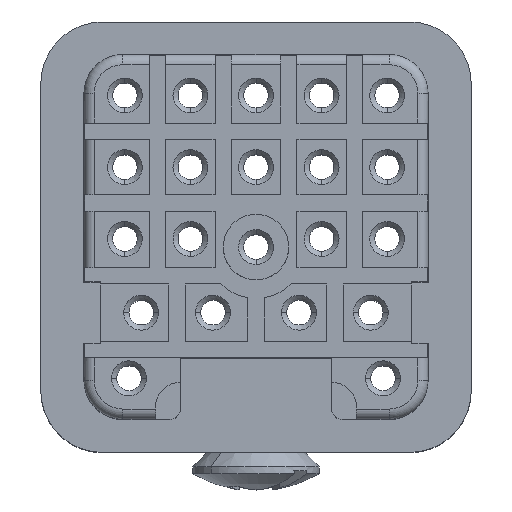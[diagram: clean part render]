
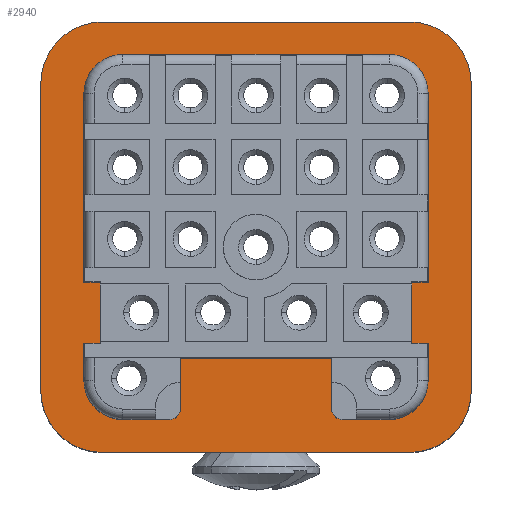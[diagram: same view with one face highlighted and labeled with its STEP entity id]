
A CAD part, top view. The second image highlights one B-rep face of the part: STEP entity #2940.
In plain terms, the highlighted planar face has unit normal (0, 0, 1).
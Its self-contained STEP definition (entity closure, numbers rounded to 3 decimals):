
#200=CARTESIAN_POINT('',(54.784,39.889,19.8));
#210=VERTEX_POINT('',#200);
#240=CARTESIAN_POINT('',(0.,39.889,19.8));
#250=DIRECTION('',(1.,0.,0.));
#260=VECTOR('',#250,1.);
#270=LINE('',#240,#260);
#280=CARTESIAN_POINT('',(41.784,39.889,19.8));
#290=VERTEX_POINT('',#280);
#300=EDGE_CURVE('',#290,#210,#270,.T.);
#480=CARTESIAN_POINT('',(41.974,45.961,19.8));
#490=DIRECTION('',(0.,0.,1.));
#500=DIRECTION('',(1.,0.,0.));
#510=AXIS2_PLACEMENT_3D('',#480,#490,#500);
#520=PLANE('',#510);
#530=CARTESIAN_POINT('',(0.,53.989,19.8));
#540=DIRECTION('',(-1.,0.,0.));
#550=VECTOR('',#540,1.);
#560=LINE('',#530,#550);
#570=CARTESIAN_POINT('',(40.684,53.989,19.8));
#580=VERTEX_POINT('',#570);
#590=CARTESIAN_POINT('',(39.884,53.989,19.8));
#600=VERTEX_POINT('',#590);
#610=EDGE_CURVE('',#580,#600,#560,.T.);
#620=ORIENTED_EDGE('',*,*,#610,.T.);
#630=CARTESIAN_POINT('',(40.684,0.,19.8));
#640=DIRECTION('',(0.,1.,0.));
#650=VECTOR('',#640,1.);
#660=LINE('',#630,#650);
#670=CARTESIAN_POINT('',(40.684,50.989,19.8));
#680=VERTEX_POINT('',#670);
#690=EDGE_CURVE('',#680,#580,#660,.T.);
#700=ORIENTED_EDGE('',*,*,#690,.T.);
#710=CARTESIAN_POINT('',(0.,50.989,19.8));
#720=DIRECTION('',(1.,0.,0.));
#730=VECTOR('',#720,1.);
#740=LINE('',#710,#730);
#750=CARTESIAN_POINT('',(39.884,50.989,19.8));
#760=VERTEX_POINT('',#750);
#770=EDGE_CURVE('',#760,#680,#740,.T.);
#780=ORIENTED_EDGE('',*,*,#770,.T.);
#790=CARTESIAN_POINT('',(39.884,0.,19.8));
#800=DIRECTION('',(0.,-1.,0.));
#810=VECTOR('',#800,1.);
#820=LINE('',#790,#810);
#830=CARTESIAN_POINT('',(39.884,41.789,19.8));
#840=VERTEX_POINT('',#830);
#850=EDGE_CURVE('',#760,#840,#820,.T.);
#860=ORIENTED_EDGE('',*,*,#850,.F.);
#870=CARTESIAN_POINT('',(41.784,41.789,19.8));
#880=DIRECTION('',(0.,0.,1.));
#890=DIRECTION('',(1.,0.,0.));
#900=AXIS2_PLACEMENT_3D('',#870,#880,#890);
#910=CIRCLE('',#900,1.9);
#920=EDGE_CURVE('',#840,#290,#910,.T.);
#930=ORIENTED_EDGE('',*,*,#920,.F.);
#940=ORIENTED_EDGE('',*,*,#300,.F.);
#950=CARTESIAN_POINT('',(54.784,41.789,19.8));
#960=DIRECTION('',(0.,0.,-1.));
#970=DIRECTION('',(-1.,0.,0.));
#980=AXIS2_PLACEMENT_3D('',#950,#960,#970);
#990=CIRCLE('',#980,1.9);
#1000=CARTESIAN_POINT('',(56.684,41.789,19.8));
#1010=VERTEX_POINT('',#1000);
#1020=EDGE_CURVE('',#1010,#210,#990,.T.);
#1030=ORIENTED_EDGE('',*,*,#1020,.T.);
#1040=CARTESIAN_POINT('',(56.684,0.,19.8));
#1050=DIRECTION('',(0.,1.,0.));
#1060=VECTOR('',#1050,1.);
#1070=LINE('',#1040,#1060);
#1080=CARTESIAN_POINT('',(56.684,50.989,19.8));
#1090=VERTEX_POINT('',#1080);
#1100=EDGE_CURVE('',#1010,#1090,#1070,.T.);
#1110=ORIENTED_EDGE('',*,*,#1100,.F.);
#1120=CARTESIAN_POINT('',(0.,50.989,19.8));
#1130=DIRECTION('',(1.,0.,0.));
#1140=VECTOR('',#1130,1.);
#1150=LINE('',#1120,#1140);
#1160=CARTESIAN_POINT('',(55.884,50.989,19.8));
#1170=VERTEX_POINT('',#1160);
#1180=EDGE_CURVE('',#1170,#1090,#1150,.T.);
#1190=ORIENTED_EDGE('',*,*,#1180,.T.);
#1200=CARTESIAN_POINT('',(55.884,0.,19.8));
#1210=DIRECTION('',(0.,-1.,0.));
#1220=VECTOR('',#1210,1.);
#1230=LINE('',#1200,#1220);
#1240=CARTESIAN_POINT('',(55.884,53.989,19.8));
#1250=VERTEX_POINT('',#1240);
#1260=EDGE_CURVE('',#1250,#1170,#1230,.T.);
#1270=ORIENTED_EDGE('',*,*,#1260,.T.);
#1280=CARTESIAN_POINT('',(0.,53.989,19.8));
#1290=DIRECTION('',(-1.,0.,0.));
#1300=VECTOR('',#1290,1.);
#1310=LINE('',#1280,#1300);
#1320=CARTESIAN_POINT('',(56.684,53.989,19.8));
#1330=VERTEX_POINT('',#1320);
#1340=EDGE_CURVE('',#1330,#1250,#1310,.T.);
#1350=ORIENTED_EDGE('',*,*,#1340,.T.);
#1360=CARTESIAN_POINT('',(56.684,0.,19.8));
#1370=DIRECTION('',(0.,1.,0.));
#1380=VECTOR('',#1370,1.);
#1390=LINE('',#1360,#1380);
#1400=CARTESIAN_POINT('',(56.684,55.789,19.8));
#1410=VERTEX_POINT('',#1400);
#1420=EDGE_CURVE('',#1330,#1410,#1390,.T.);
#1430=ORIENTED_EDGE('',*,*,#1420,.F.);
#1440=CARTESIAN_POINT('',(54.784,55.789,19.8));
#1450=DIRECTION('',(0.,0.,1.));
#1460=DIRECTION('',(1.,0.,0.));
#1470=AXIS2_PLACEMENT_3D('',#1440,#1450,#1460);
#1480=CIRCLE('',#1470,1.9);
#1490=CARTESIAN_POINT('',(54.784,57.689,19.8));
#1500=VERTEX_POINT('',#1490);
#1510=EDGE_CURVE('',#1410,#1500,#1480,.T.);
#1520=ORIENTED_EDGE('',*,*,#1510,.F.);
#1530=CARTESIAN_POINT('',(0.,57.689,19.8));
#1540=DIRECTION('',(-1.,0.,0.));
#1550=VECTOR('',#1540,1.);
#1560=LINE('',#1530,#1550);
#1570=CARTESIAN_POINT('',(52.484,57.689,19.8));
#1580=VERTEX_POINT('',#1570);
#1590=EDGE_CURVE('',#1500,#1580,#1560,.T.);
#1600=ORIENTED_EDGE('',*,*,#1590,.F.);
#1610=CARTESIAN_POINT('',(52.484,57.189,19.8));
#1620=DIRECTION('',(0.,0.,-1.));
#1630=DIRECTION('',(-1.,0.,0.));
#1640=AXIS2_PLACEMENT_3D('',#1610,#1620,#1630);
#1650=CIRCLE('',#1640,0.5);
#1660=CARTESIAN_POINT('',(51.984,57.189,19.8));
#1670=VERTEX_POINT('',#1660);
#1680=EDGE_CURVE('',#1670,#1580,#1650,.T.);
#1690=ORIENTED_EDGE('',*,*,#1680,.T.);
#1700=CARTESIAN_POINT('',(51.984,54.689,19.8));
#1710=DIRECTION('',(0.,1.,0.));
#1720=VECTOR('',#1710,1.);
#1730=LINE('',#1700,#1720);
#1740=CARTESIAN_POINT('',(51.984,54.689,19.8));
#1750=VERTEX_POINT('',#1740);
#1760=EDGE_CURVE('',#1750,#1670,#1730,.T.);
#1770=ORIENTED_EDGE('',*,*,#1760,.T.);
#1780=CARTESIAN_POINT('',(39.734,54.689,19.8));
#1790=DIRECTION('',(1.,0.,0.));
#1800=VECTOR('',#1790,1.);
#1810=LINE('',#1780,#1800);
#1820=CARTESIAN_POINT('',(44.584,54.689,19.8));
#1830=VERTEX_POINT('',#1820);
#1840=EDGE_CURVE('',#1830,#1750,#1810,.T.);
#1850=ORIENTED_EDGE('',*,*,#1840,.T.);
#1860=CARTESIAN_POINT('',(44.584,54.689,19.8));
#1870=DIRECTION('',(0.,1.,0.));
#1880=VECTOR('',#1870,1.);
#1890=LINE('',#1860,#1880);
#1900=CARTESIAN_POINT('',(44.584,57.189,19.8));
#1910=VERTEX_POINT('',#1900);
#1920=EDGE_CURVE('',#1830,#1910,#1890,.T.);
#1930=ORIENTED_EDGE('',*,*,#1920,.F.);
#1940=CARTESIAN_POINT('',(44.084,57.189,19.8));
#1950=DIRECTION('',(0.,0.,1.));
#1960=DIRECTION('',(1.,0.,0.));
#1970=AXIS2_PLACEMENT_3D('',#1940,#1950,#1960);
#1980=CIRCLE('',#1970,0.5);
#1990=CARTESIAN_POINT('',(44.084,57.689,19.8));
#2000=VERTEX_POINT('',#1990);
#2010=EDGE_CURVE('',#1910,#2000,#1980,.T.);
#2020=ORIENTED_EDGE('',*,*,#2010,.F.);
#2030=CARTESIAN_POINT('',(41.784,57.689,19.8));
#2040=VERTEX_POINT('',#2030);
#2050=EDGE_CURVE('',#2000,#2040,#1560,.T.);
#2060=ORIENTED_EDGE('',*,*,#2050,.F.);
#2070=CARTESIAN_POINT('',(41.784,55.789,19.8));
#2080=DIRECTION('',(0.,0.,-1.));
#2090=DIRECTION('',(-1.,0.,0.));
#2100=AXIS2_PLACEMENT_3D('',#2070,#2080,#2090);
#2110=CIRCLE('',#2100,1.9);
#2120=CARTESIAN_POINT('',(39.884,55.789,19.8));
#2130=VERTEX_POINT('',#2120);
#2140=EDGE_CURVE('',#2130,#2040,#2110,.T.);
#2150=ORIENTED_EDGE('',*,*,#2140,.T.);
#2160=CARTESIAN_POINT('',(39.884,0.,19.8));
#2170=DIRECTION('',(0.,-1.,0.));
#2180=VECTOR('',#2170,1.);
#2190=LINE('',#2160,#2180);
#2200=EDGE_CURVE('',#2130,#600,#2190,.T.);
#2210=ORIENTED_EDGE('',*,*,#2200,.F.);
#2220=EDGE_LOOP('',(#2210,#2150,#2060,#2020,#1930,#1850,#1770,#1690,
#1600,#1520,#1430,#1350,#1270,#1190,#1110,#1030,#940,#930,#860,#780,#700
,#620));
#2230=FACE_BOUND('',#2220,.T.);
#2240=CARTESIAN_POINT('',(40.784,56.289,19.8));
#2250=DIRECTION('',(0.,0.,1.));
#2260=DIRECTION('',(1.,0.,0.));
#2270=AXIS2_PLACEMENT_3D('',#2240,#2250,#2260);
#2280=CIRCLE('',#2270,3.);
#2290=CARTESIAN_POINT('',(40.784,59.289,19.8));
#2300=VERTEX_POINT('',#2290);
#2310=CARTESIAN_POINT('',(37.784,56.289,19.8));
#2320=VERTEX_POINT('',#2310);
#2330=EDGE_CURVE('',#2300,#2320,#2280,.T.);
#2340=ORIENTED_EDGE('',*,*,#2330,.T.);
#2350=CARTESIAN_POINT('',(0.,59.289,19.8));
#2360=DIRECTION('',(-1.,0.,0.));
#2370=VECTOR('',#2360,1.);
#2380=LINE('',#2350,#2370);
#2390=CARTESIAN_POINT('',(55.784,59.289,19.8));
#2400=VERTEX_POINT('',#2390);
#2410=EDGE_CURVE('',#2400,#2300,#2380,.T.);
#2420=ORIENTED_EDGE('',*,*,#2410,.T.);
#2430=CARTESIAN_POINT('',(55.784,56.289,19.8));
#2440=DIRECTION('',(0.,0.,1.));
#2450=DIRECTION('',(1.,0.,0.));
#2460=AXIS2_PLACEMENT_3D('',#2430,#2440,#2450);
#2470=CIRCLE('',#2460,3.);
#2480=CARTESIAN_POINT('',(58.784,56.289,19.8));
#2490=VERTEX_POINT('',#2480);
#2500=EDGE_CURVE('',#2490,#2400,#2470,.T.);
#2510=ORIENTED_EDGE('',*,*,#2500,.T.);
#2520=CARTESIAN_POINT('',(58.784,0.,19.8));
#2530=DIRECTION('',(0.,1.,0.));
#2540=VECTOR('',#2530,1.);
#2550=LINE('',#2520,#2540);
#2560=CARTESIAN_POINT('',(58.784,41.289,19.8));
#2570=VERTEX_POINT('',#2560);
#2580=EDGE_CURVE('',#2570,#2490,#2550,.T.);
#2590=ORIENTED_EDGE('',*,*,#2580,.T.);
#2600=CARTESIAN_POINT('',(55.784,41.289,19.8));
#2610=DIRECTION('',(0.,0.,1.));
#2620=DIRECTION('',(1.,0.,0.));
#2630=AXIS2_PLACEMENT_3D('',#2600,#2610,#2620);
#2640=CIRCLE('',#2630,3.);
#2650=CARTESIAN_POINT('',(55.784,38.289,19.8));
#2660=VERTEX_POINT('',#2650);
#2670=EDGE_CURVE('',#2660,#2570,#2640,.T.);
#2680=ORIENTED_EDGE('',*,*,#2670,.T.);
#2690=CARTESIAN_POINT('',(0.,38.289,19.8));
#2700=DIRECTION('',(1.,0.,0.));
#2710=VECTOR('',#2700,1.);
#2720=LINE('',#2690,#2710);
#2730=CARTESIAN_POINT('',(40.784,38.289,19.8));
#2740=VERTEX_POINT('',#2730);
#2750=EDGE_CURVE('',#2740,#2660,#2720,.T.);
#2760=ORIENTED_EDGE('',*,*,#2750,.T.);
#2770=CARTESIAN_POINT('',(40.784,41.289,19.8));
#2780=DIRECTION('',(0.,0.,1.));
#2790=DIRECTION('',(1.,0.,0.));
#2800=AXIS2_PLACEMENT_3D('',#2770,#2780,#2790);
#2810=CIRCLE('',#2800,3.);
#2820=CARTESIAN_POINT('',(37.784,41.289,19.8));
#2830=VERTEX_POINT('',#2820);
#2840=EDGE_CURVE('',#2830,#2740,#2810,.T.);
#2850=ORIENTED_EDGE('',*,*,#2840,.T.);
#2860=CARTESIAN_POINT('',(37.784,0.,19.8));
#2870=DIRECTION('',(0.,-1.,0.));
#2880=VECTOR('',#2870,1.);
#2890=LINE('',#2860,#2880);
#2900=EDGE_CURVE('',#2320,#2830,#2890,.T.);
#2910=ORIENTED_EDGE('',*,*,#2900,.T.);
#2920=EDGE_LOOP('',(#2910,#2850,#2760,#2680,#2590,#2510,#2420,#2340));
#2930=FACE_OUTER_BOUND('',#2920,.T.);
#2940=ADVANCED_FACE('',(#2230,#2930),#520,.T.);
